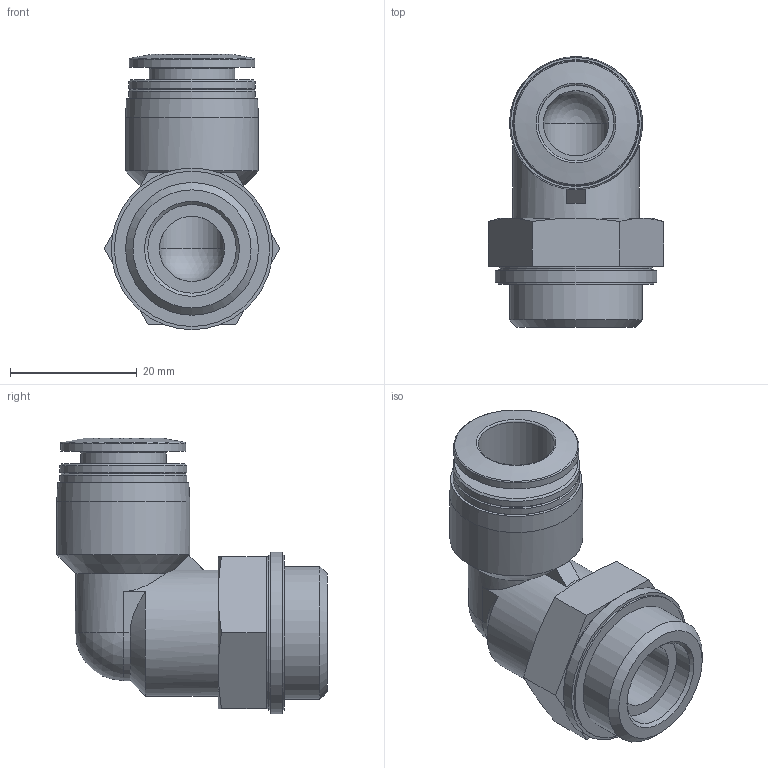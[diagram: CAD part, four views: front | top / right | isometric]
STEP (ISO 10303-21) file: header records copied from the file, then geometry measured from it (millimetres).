
FILE_DESCRIPTION(/* description */ ('STEP AP214'),/* implementation_level */ '2;1');
FILE_NAME(/* name */ '132058_QSL-G1_2-12-20',/* time_stamp */ '2024-09-14T09:23:21+02:00',/* author */ ('License CC BY-ND 4.0'),/* organization */ ('CADENAS'),/* preprocessor_version */ 'ST-DEVELOPER v19.3',/* originating_system */ 'PARTsolutions',/* authorisation */ ' ');
FILE_SCHEMA (('AUTOMOTIVE_DESIGN {1 0 10303 214 3 1 1}'));
Length unit declared in the file: millimetre
Products named in the file (1): 132058 QSL-G1/2-12-20
Bounding box: 27.71 x 42.7 x 43.45 mm (x, y, z)
Volume: 13614.9 mm3; surface area: 7325.5 mm2
Topology: 1 solids, 1 shells, 66 faces, 138 edges, 81 vertices
Faces by surface type: plane 28, cylinder 17, cone 16, torus 3, sphere 2
Full cylindrical faces by diameter (mm): 10.3 x2, 12 x1, 13.5 x1, 13.97 x1, 19.8 x1, 20 x3, 20.955 x1, 21 x1, 24 x1, 24.5 x2, 25.5 x1
Entity records: 2071 total; most frequent: CARTESIAN_POINT 318, DIRECTION 274, ORIENTED_EDGE 210, AXIS2_PLACEMENT_3D 123, EDGE_CURVE 105, EDGE_LOOP 104, FACE_BOUND 104, VERTEX_POINT 77
